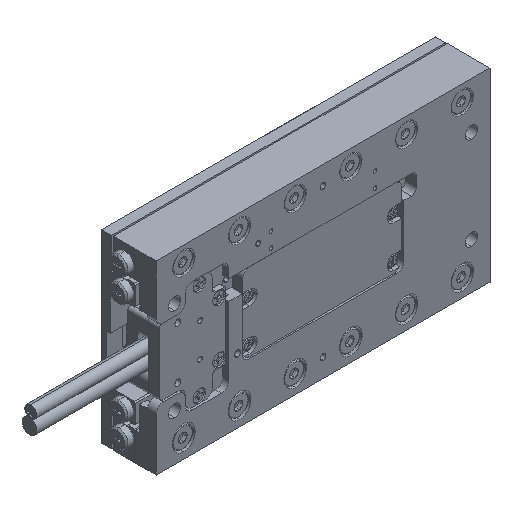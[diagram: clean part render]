
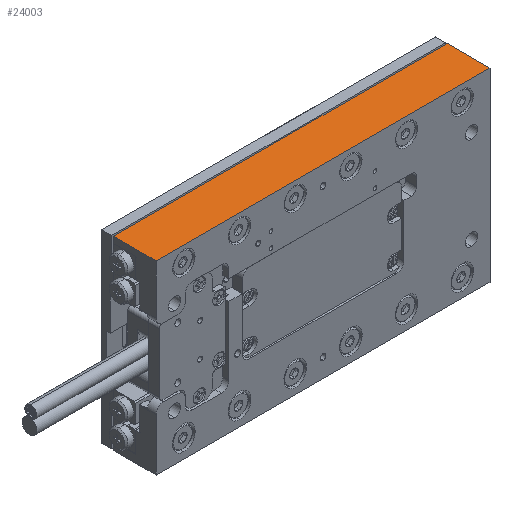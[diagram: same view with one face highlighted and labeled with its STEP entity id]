
A CAD part, isometric view. The second image highlights one B-rep face of the part: STEP entity #24003.
In plain terms, the highlighted planar face has unit normal (0, 0, 1).
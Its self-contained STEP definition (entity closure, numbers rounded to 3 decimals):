
#1582 = VECTOR ( 'NONE', #14851, 1000. ) ;
#3204 = CARTESIAN_POINT ( 'NONE',  ( -45., 5.5, 25. ) ) ;
#11372 = EDGE_CURVE ( 'NONE', #26039, #57527, #26678, .T. ) ;
#12619 = ORIENTED_EDGE ( 'NONE', *, *, #11372, .F. ) ;
#13540 = CARTESIAN_POINT ( 'NONE',  ( 45., 0., 25. ) ) ;
#14614 = DIRECTION ( 'NONE',  ( 0., -1., 0. ) ) ;
#14851 = DIRECTION ( 'NONE',  ( 1., 0., 0. ) ) ;
#16555 = VECTOR ( 'NONE', #46956, 1000. ) ;
#17711 = FACE_OUTER_BOUND ( 'NONE', #63981, .T. ) ;
#19852 = CARTESIAN_POINT ( 'NONE',  ( 45., 11.5, 25. ) ) ;
#23065 = LINE ( 'NONE', #53812, #46706 ) ;
#23270 = LINE ( 'NONE', #45786, #16555 ) ;
#24003 = ADVANCED_FACE ( 'NONE', ( #17711 ), #53227, .F. ) ;
#25946 = EDGE_CURVE ( 'NONE', #57527, #57500, #23065, .T. ) ;
#26039 = VERTEX_POINT ( 'NONE', #47935 ) ;
#26296 = EDGE_CURVE ( 'NONE', #26039, #73687, #44614, .T. ) ;
#26607 = EDGE_CURVE ( 'NONE', #73687, #57500, #23270, .T. ) ;
#26678 = LINE ( 'NONE', #68839, #1582 ) ;
#36242 = CARTESIAN_POINT ( 'NONE',  ( -45., 5.5, 25. ) ) ;
#36640 = DIRECTION ( 'NONE',  ( 0., 0., -1. ) ) ;
#41364 = AXIS2_PLACEMENT_3D ( 'NONE', #36242, #36640, #42969 ) ;
#42969 = DIRECTION ( 'NONE',  ( -1., 0., 0. ) ) ;
#43102 = ORIENTED_EDGE ( 'NONE', *, *, #25946, .F. ) ;
#43860 = ORIENTED_EDGE ( 'NONE', *, *, #26607, .T. ) ;
#44614 = LINE ( 'NONE', #3204, #55563 ) ;
#45786 = CARTESIAN_POINT ( 'NONE',  ( -45., 0., 25. ) ) ;
#46612 = ORIENTED_EDGE ( 'NONE', *, *, #26296, .T. ) ;
#46706 = VECTOR ( 'NONE', #70724, 1000. ) ;
#46956 = DIRECTION ( 'NONE',  ( 1., 0., 0. ) ) ;
#47935 = CARTESIAN_POINT ( 'NONE',  ( -45., 11.5, 25. ) ) ;
#53227 = PLANE ( 'NONE',  #41364 ) ;
#53812 = CARTESIAN_POINT ( 'NONE',  ( 45., 5.5, 25. ) ) ;
#55563 = VECTOR ( 'NONE', #14614, 1000. ) ;
#57500 = VERTEX_POINT ( 'NONE', #13540 ) ;
#57527 = VERTEX_POINT ( 'NONE', #19852 ) ;
#62054 = CARTESIAN_POINT ( 'NONE',  ( -45., 0., 25. ) ) ;
#63981 = EDGE_LOOP ( 'NONE', ( #43860, #43102, #12619, #46612 ) ) ;
#68839 = CARTESIAN_POINT ( 'NONE',  ( -51.357, 11.5, 25. ) ) ;
#70724 = DIRECTION ( 'NONE',  ( 0., -1., 0. ) ) ;
#73687 = VERTEX_POINT ( 'NONE', #62054 ) ;
